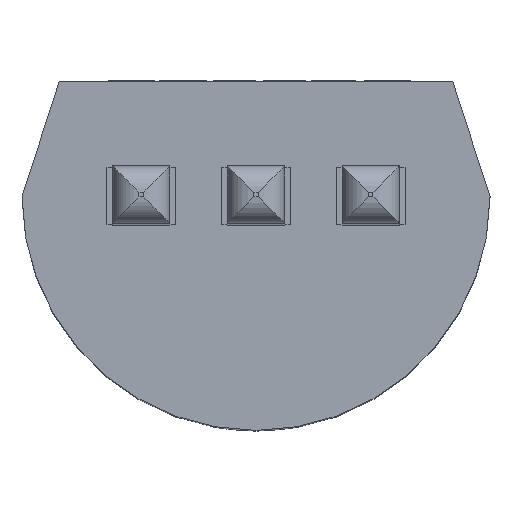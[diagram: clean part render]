
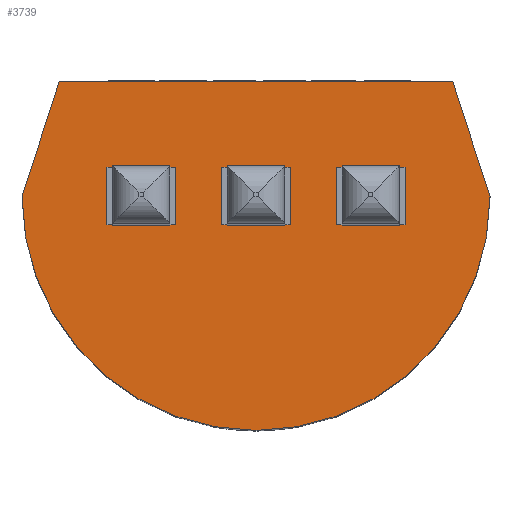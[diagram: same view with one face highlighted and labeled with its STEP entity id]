
A CAD part, top view. The second image highlights one B-rep face of the part: STEP entity #3739.
In plain terms, the highlighted planar face has unit normal (0, 0, 1).
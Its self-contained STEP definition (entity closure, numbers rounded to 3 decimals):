
#103=CIRCLE('',#3963,2.04);
#113=FACE_BOUND('',#626,.T.);
#114=FACE_BOUND('',#627,.T.);
#115=FACE_BOUND('',#628,.T.);
#312=PLANE('',#3962);
#418=FACE_OUTER_BOUND('',#625,.T.);
#625=EDGE_LOOP('',(#2588,#2589,#2590,#2591));
#626=EDGE_LOOP('',(#2592,#2593,#2594,#2595));
#627=EDGE_LOOP('',(#2596,#2597,#2598,#2599));
#628=EDGE_LOOP('',(#2600,#2601,#2602,#2603));
#835=LINE('',#4724,#1181);
#881=LINE('',#5614,#1227);
#885=LINE('',#5623,#1231);
#889=LINE('',#5632,#1235);
#893=LINE('',#5641,#1239);
#897=LINE('',#5650,#1243);
#901=LINE('',#5659,#1247);
#903=LINE('',#5663,#1249);
#904=LINE('',#5666,#1250);
#905=LINE('',#5667,#1251);
#906=LINE('',#5668,#1252);
#907=LINE('',#5669,#1253);
#908=LINE('',#5670,#1254);
#909=LINE('',#5671,#1255);
#910=LINE('',#5672,#1256);
#1181=VECTOR('',#4118,3.43);
#1227=VECTOR('',#4172,0.5);
#1231=VECTOR('',#4178,0.5);
#1235=VECTOR('',#4184,0.5);
#1239=VECTOR('',#4190,0.5);
#1243=VECTOR('',#4196,0.5);
#1247=VECTOR('',#4202,0.5);
#1249=VECTOR('',#4206,1.051);
#1250=VECTOR('',#4209,1.051);
#1251=VECTOR('',#4210,0.5);
#1252=VECTOR('',#4211,0.5);
#1253=VECTOR('',#4212,0.5);
#1254=VECTOR('',#4213,0.5);
#1255=VECTOR('',#4214,0.5);
#1256=VECTOR('',#4215,0.5);
#1539=VERTEX_POINT('',#4721);
#1540=VERTEX_POINT('',#4723);
#1650=VERTEX_POINT('',#5611);
#1651=VERTEX_POINT('',#5613);
#1654=VERTEX_POINT('',#5620);
#1655=VERTEX_POINT('',#5622);
#1658=VERTEX_POINT('',#5629);
#1659=VERTEX_POINT('',#5631);
#1662=VERTEX_POINT('',#5638);
#1663=VERTEX_POINT('',#5640);
#1666=VERTEX_POINT('',#5647);
#1667=VERTEX_POINT('',#5649);
#1670=VERTEX_POINT('',#5656);
#1671=VERTEX_POINT('',#5658);
#1672=VERTEX_POINT('',#5662);
#1673=VERTEX_POINT('',#5664);
#1905=EDGE_CURVE('',#1540,#1539,#835,.T.);
#2016=EDGE_CURVE('',#1650,#1651,#881,.T.);
#2020=EDGE_CURVE('',#1654,#1655,#885,.T.);
#2024=EDGE_CURVE('',#1658,#1659,#889,.T.);
#2028=EDGE_CURVE('',#1662,#1663,#893,.T.);
#2032=EDGE_CURVE('',#1666,#1667,#897,.T.);
#2036=EDGE_CURVE('',#1670,#1671,#901,.T.);
#2038=EDGE_CURVE('',#1539,#1672,#903,.T.);
#2039=EDGE_CURVE('',#1672,#1673,#103,.T.);
#2040=EDGE_CURVE('',#1673,#1540,#904,.T.);
#2041=EDGE_CURVE('',#1671,#1666,#905,.T.);
#2042=EDGE_CURVE('',#1667,#1670,#906,.T.);
#2043=EDGE_CURVE('',#1655,#1650,#907,.T.);
#2044=EDGE_CURVE('',#1651,#1654,#908,.T.);
#2045=EDGE_CURVE('',#1663,#1658,#909,.T.);
#2046=EDGE_CURVE('',#1659,#1662,#910,.T.);
#2588=ORIENTED_EDGE('',*,*,#2038,.T.);
#2589=ORIENTED_EDGE('',*,*,#2039,.T.);
#2590=ORIENTED_EDGE('',*,*,#2040,.T.);
#2591=ORIENTED_EDGE('',*,*,#1905,.T.);
#2592=ORIENTED_EDGE('',*,*,#2032,.F.);
#2593=ORIENTED_EDGE('',*,*,#2041,.F.);
#2594=ORIENTED_EDGE('',*,*,#2036,.F.);
#2595=ORIENTED_EDGE('',*,*,#2042,.F.);
#2596=ORIENTED_EDGE('',*,*,#2016,.F.);
#2597=ORIENTED_EDGE('',*,*,#2043,.F.);
#2598=ORIENTED_EDGE('',*,*,#2020,.F.);
#2599=ORIENTED_EDGE('',*,*,#2044,.F.);
#2600=ORIENTED_EDGE('',*,*,#2024,.F.);
#2601=ORIENTED_EDGE('',*,*,#2045,.F.);
#2602=ORIENTED_EDGE('',*,*,#2028,.F.);
#2603=ORIENTED_EDGE('',*,*,#2046,.F.);
#3739=ADVANCED_FACE('',(#418,#113,#114,#115),#312,.F.);
#3962=AXIS2_PLACEMENT_3D('',#5661,#4204,#4205);
#3963=AXIS2_PLACEMENT_3D('',#5665,#4207,#4208);
#4118=DIRECTION('',(-1.,0.,0.));
#4172=DIRECTION('',(0.,1.,0.));
#4178=DIRECTION('',(0.,-1.,0.));
#4184=DIRECTION('',(0.,1.,0.));
#4190=DIRECTION('',(0.,-1.,0.));
#4196=DIRECTION('',(0.,1.,0.));
#4202=DIRECTION('',(0.,-1.,0.));
#4204=DIRECTION('center_axis',(0.,0.,-1.));
#4205=DIRECTION('ref_axis',(-1.,0.,0.));
#4206=DIRECTION('',(-0.309,-0.951,0.));
#4207=DIRECTION('center_axis',(0.,0.,1.));
#4208=DIRECTION('ref_axis',(-1.,0.,0.));
#4209=DIRECTION('',(-0.309,0.951,0.));
#4210=DIRECTION('',(1.,0.,0.));
#4211=DIRECTION('',(-1.,0.,0.));
#4212=DIRECTION('',(1.,0.,0.));
#4213=DIRECTION('',(-1.,0.,0.));
#4214=DIRECTION('',(1.,0.,0.));
#4215=DIRECTION('',(-1.,0.,0.));
#4721=CARTESIAN_POINT('',(-1.715,1.,3.8));
#4723=CARTESIAN_POINT('',(1.715,1.,3.8));
#4724=CARTESIAN_POINT('',(1.715,1.,3.8));
#5611=CARTESIAN_POINT('',(-0.75,-0.25,3.8));
#5613=CARTESIAN_POINT('',(-0.75,0.25,3.8));
#5614=CARTESIAN_POINT('',(-0.75,-0.25,3.8));
#5620=CARTESIAN_POINT('',(-1.25,0.25,3.8));
#5622=CARTESIAN_POINT('',(-1.25,-0.25,3.8));
#5623=CARTESIAN_POINT('',(-1.25,0.25,3.8));
#5629=CARTESIAN_POINT('',(1.25,-0.25,3.8));
#5631=CARTESIAN_POINT('',(1.25,0.25,3.8));
#5632=CARTESIAN_POINT('',(1.25,-0.25,3.8));
#5638=CARTESIAN_POINT('',(0.75,0.25,3.8));
#5640=CARTESIAN_POINT('',(0.75,-0.25,3.8));
#5641=CARTESIAN_POINT('',(0.75,0.25,3.8));
#5647=CARTESIAN_POINT('',(0.25,-0.25,3.8));
#5649=CARTESIAN_POINT('',(0.25,0.25,3.8));
#5650=CARTESIAN_POINT('',(0.25,-0.25,3.8));
#5656=CARTESIAN_POINT('',(-0.25,0.25,3.8));
#5658=CARTESIAN_POINT('',(-0.25,-0.25,3.8));
#5659=CARTESIAN_POINT('',(-0.25,0.25,3.8));
#5661=CARTESIAN_POINT('Origin',(0.,0.,3.8));
#5662=CARTESIAN_POINT('',(-2.04,0.,3.8));
#5663=CARTESIAN_POINT('',(-1.715,1.,3.8));
#5664=CARTESIAN_POINT('',(2.04,0.,3.8));
#5665=CARTESIAN_POINT('Origin',(0.,0.,3.8));
#5666=CARTESIAN_POINT('',(2.04,0.,3.8));
#5667=CARTESIAN_POINT('',(-0.25,-0.25,3.8));
#5668=CARTESIAN_POINT('',(0.25,0.25,3.8));
#5669=CARTESIAN_POINT('',(-1.25,-0.25,3.8));
#5670=CARTESIAN_POINT('',(-0.75,0.25,3.8));
#5671=CARTESIAN_POINT('',(0.75,-0.25,3.8));
#5672=CARTESIAN_POINT('',(1.25,0.25,3.8));
